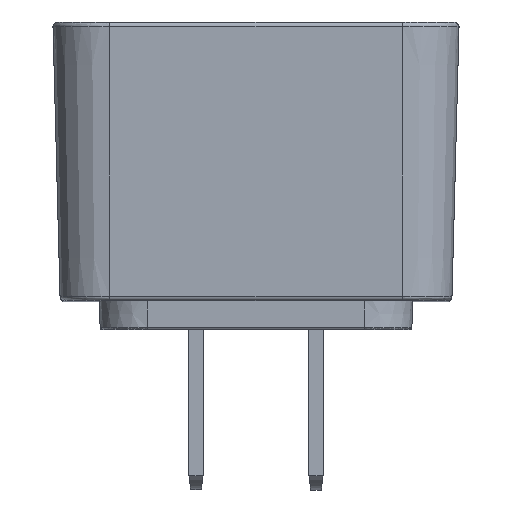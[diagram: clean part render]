
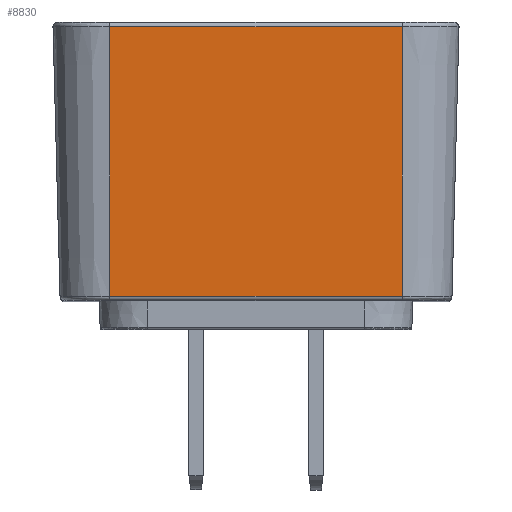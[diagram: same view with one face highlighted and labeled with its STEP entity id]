
A CAD part, top view. The second image highlights one B-rep face of the part: STEP entity #8830.
In plain terms, the highlighted face is planar.
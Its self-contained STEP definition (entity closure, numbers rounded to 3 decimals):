
#613 = VECTOR ( 'NONE', #9823, 1000. ) ;
#3523 = CARTESIAN_POINT ( 'NONE',  ( -34.25, 17.568, 29.5 ) ) ;
#3876 = ORIENTED_EDGE ( 'NONE', *, *, #38573, .F. ) ;
#4842 = VERTEX_POINT ( 'NONE', #38778 ) ;
#6738 = CARTESIAN_POINT ( 'NONE',  ( -33.49, -15.5, 0.487 ) ) ;
#7733 = DIRECTION ( 'NONE',  ( 0., 1., 0. ) ) ;
#8691 = DIRECTION ( 'NONE',  ( 0., 1., 0. ) ) ;
#8830 = ADVANCED_FACE ( 'NONE', ( #21535 ), #36809, .T. ) ;
#9823 = DIRECTION ( 'NONE',  ( 0.026, 0., -1. ) ) ;
#10115 = LINE ( 'NONE', #33517, #13053 ) ;
#10770 = CARTESIAN_POINT ( 'NONE',  ( -33.49, 15.5, 0.487 ) ) ;
#11759 = EDGE_CURVE ( 'NONE', #38307, #4842, #23900, .T. ) ;
#12042 = EDGE_CURVE ( 'NONE', #36425, #26760, #12968, .T. ) ;
#12262 = DIRECTION ( 'NONE',  ( -0.026, 0., 1. ) ) ;
#12968 = LINE ( 'NONE', #16018, #613 ) ;
#13053 = VECTOR ( 'NONE', #7733, 1000. ) ;
#15109 = ORIENTED_EDGE ( 'NONE', *, *, #12042, .T. ) ;
#16018 = CARTESIAN_POINT ( 'NONE',  ( -34.25, 15.5, 29.5 ) ) ;
#17019 = ORIENTED_EDGE ( 'NONE', *, *, #31939, .T. ) ;
#21535 = FACE_OUTER_BOUND ( 'NONE', #29880, .T. ) ;
#23900 = LINE ( 'NONE', #39245, #26351 ) ;
#26351 = VECTOR ( 'NONE', #30001, 1000. ) ;
#26760 = VERTEX_POINT ( 'NONE', #10770 ) ;
#27716 = CARTESIAN_POINT ( 'NONE',  ( -33.49, -15.694, 0.487 ) ) ;
#28007 = DIRECTION ( 'NONE',  ( -1., 0., -0.026 ) ) ;
#29278 = AXIS2_PLACEMENT_3D ( 'NONE', #3523, #28007, #12262 ) ;
#29880 = EDGE_LOOP ( 'NONE', ( #38112, #17019, #15109, #3876 ) ) ;
#30001 = DIRECTION ( 'NONE',  ( -0.026, 0., 1. ) ) ;
#31939 = EDGE_CURVE ( 'NONE', #4842, #36425, #10115, .T. ) ;
#33517 = CARTESIAN_POINT ( 'NONE',  ( -34.237, 17.568, 28.987 ) ) ;
#34171 = CARTESIAN_POINT ( 'NONE',  ( -34.237, 15.5, 28.987 ) ) ;
#34468 = VECTOR ( 'NONE', #8691, 1000. ) ;
#36425 = VERTEX_POINT ( 'NONE', #34171 ) ;
#36809 = PLANE ( 'NONE',  #29278 ) ;
#38112 = ORIENTED_EDGE ( 'NONE', *, *, #11759, .T. ) ;
#38307 = VERTEX_POINT ( 'NONE', #6738 ) ;
#38573 = EDGE_CURVE ( 'NONE', #38307, #26760, #40411, .T. ) ;
#38778 = CARTESIAN_POINT ( 'NONE',  ( -34.237, -15.5, 28.987 ) ) ;
#39245 = CARTESIAN_POINT ( 'NONE',  ( -34.25, -15.5, 29.5 ) ) ;
#40411 = LINE ( 'NONE', #27716, #34468 ) ;
